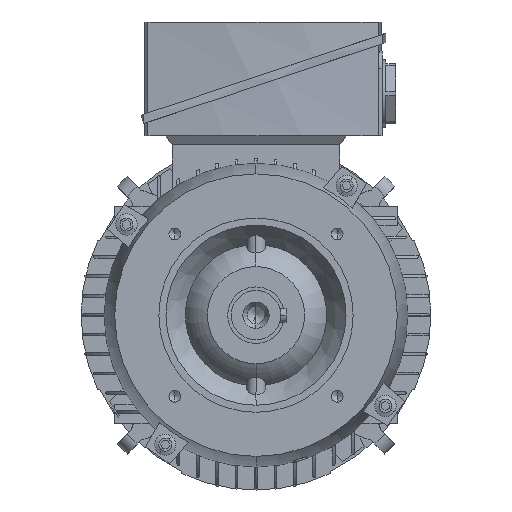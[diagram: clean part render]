
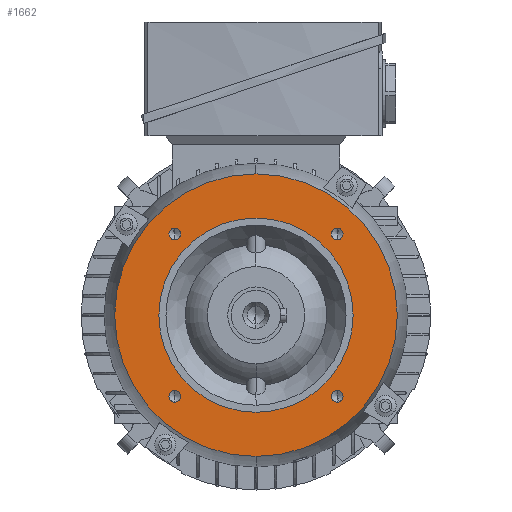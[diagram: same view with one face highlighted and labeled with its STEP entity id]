
A CAD part, left-side view. The second image highlights one B-rep face of the part: STEP entity #1662.
In plain terms, the highlighted planar face has unit normal (-1, 0, 0).
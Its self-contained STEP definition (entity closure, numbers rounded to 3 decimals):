
#1662=ADVANCED_FACE('',(#4001,#4002,#4003,#4004,#4005,#4006),#4007,.T.);
#4001=FACE_BOUND('',#7022,.T.);
#4002=FACE_BOUND('',#7023,.T.);
#4003=FACE_BOUND('',#7024,.T.);
#4004=FACE_BOUND('',#7025,.T.);
#4005=FACE_OUTER_BOUND('',#7026,.T.);
#4006=FACE_BOUND('',#7027,.T.);
#4007=PLANE('',#7028);
#7022=EDGE_LOOP('',(#11952,#11953));
#7023=EDGE_LOOP('',(#11954,#11955));
#7024=EDGE_LOOP('',(#11956,#11957));
#7025=EDGE_LOOP('',(#11958,#11959));
#7026=EDGE_LOOP('',(#11960,#11961));
#7027=EDGE_LOOP('',(#11962,#11963));
#7028=AXIS2_PLACEMENT_3D('',#11964,#11965,#11966);
#11952=ORIENTED_EDGE('',*,*,#19604,.T.);
#11953=ORIENTED_EDGE('',*,*,#18709,.T.);
#11954=ORIENTED_EDGE('',*,*,#19602,.T.);
#11955=ORIENTED_EDGE('',*,*,#18714,.T.);
#11956=ORIENTED_EDGE('',*,*,#19600,.T.);
#11957=ORIENTED_EDGE('',*,*,#18719,.T.);
#11958=ORIENTED_EDGE('',*,*,#19598,.T.);
#11959=ORIENTED_EDGE('',*,*,#18724,.T.);
#11960=ORIENTED_EDGE('',*,*,#19706,.F.);
#11961=ORIENTED_EDGE('',*,*,#18625,.F.);
#11962=ORIENTED_EDGE('',*,*,#18731,.T.);
#11963=ORIENTED_EDGE('',*,*,#19596,.T.);
#11964=CARTESIAN_POINT('',(-40.5,0.0,67.5));
#11965=DIRECTION('',(-1.0,0.0,0.));
#11966=DIRECTION('',(0.,0.0,-1.0));
#18625=EDGE_CURVE('',#22500,#22503,#22504,.T.);
#18709=EDGE_CURVE('',#22656,#22653,#22657,.T.);
#18714=EDGE_CURVE('',#22665,#22662,#22666,.T.);
#18719=EDGE_CURVE('',#22674,#22671,#22675,.T.);
#18724=EDGE_CURVE('',#22683,#22680,#22684,.T.);
#18731=EDGE_CURVE('',#22690,#22694,#22696,.T.);
#19596=EDGE_CURVE('',#22694,#22690,#23956,.T.);
#19598=EDGE_CURVE('',#22680,#22683,#23958,.T.);
#19600=EDGE_CURVE('',#22671,#22674,#23960,.T.);
#19602=EDGE_CURVE('',#22662,#22665,#23962,.T.);
#19604=EDGE_CURVE('',#22653,#22656,#23964,.T.);
#19706=EDGE_CURVE('',#22503,#22500,#24120,.T.);
#22500=VERTEX_POINT('',#28403);
#22503=VERTEX_POINT('',#28406);
#22504=CIRCLE('',#28407,80.);
#22653=VERTEX_POINT('',#28665);
#22656=VERTEX_POINT('',#28669);
#22657=CIRCLE('',#28670,3.325);
#22662=VERTEX_POINT('',#28676);
#22665=VERTEX_POINT('',#28680);
#22666=CIRCLE('',#28681,3.325);
#22671=VERTEX_POINT('',#28687);
#22674=VERTEX_POINT('',#28691);
#22675=CIRCLE('',#28692,3.325);
#22680=VERTEX_POINT('',#28698);
#22683=VERTEX_POINT('',#28702);
#22684=CIRCLE('',#28703,3.325);
#22690=VERTEX_POINT('',#28710);
#22694=VERTEX_POINT('',#28715);
#22696=CIRCLE('',#28718,55.0);
#23956=CIRCLE('',#30829,55.0);
#23958=CIRCLE('',#30831,3.325);
#23960=CIRCLE('',#30833,3.325);
#23962=CIRCLE('',#30835,3.325);
#23964=CIRCLE('',#30837,3.325);
#24120=CIRCLE('',#31051,80.);
#28403=CARTESIAN_POINT('',(-40.5,0.,-80.));
#28406=CARTESIAN_POINT('',(-40.5,0.0,80.));
#28407=AXIS2_PLACEMENT_3D('',#40508,#40509,#40510);
#28665=CARTESIAN_POINT('',(-40.5,45.962,42.637));
#28669=CARTESIAN_POINT('',(-40.5,45.962,49.287));
#28670=AXIS2_PLACEMENT_3D('',#40645,#40646,#40647);
#28676=CARTESIAN_POINT('',(-40.5,45.962,-49.287));
#28680=CARTESIAN_POINT('',(-40.5,45.962,-42.637));
#28681=AXIS2_PLACEMENT_3D('',#40653,#40654,#40655);
#28687=CARTESIAN_POINT('',(-40.5,-45.962,-49.287));
#28691=CARTESIAN_POINT('',(-40.5,-45.962,-42.637));
#28692=AXIS2_PLACEMENT_3D('',#40661,#40662,#40663);
#28698=CARTESIAN_POINT('',(-40.5,-45.962,42.637));
#28702=CARTESIAN_POINT('',(-40.5,-45.962,49.287));
#28703=AXIS2_PLACEMENT_3D('',#40669,#40670,#40671);
#28710=CARTESIAN_POINT('',(-40.5,0.0,55.0));
#28715=CARTESIAN_POINT('',(-40.5,0.,-55.0));
#28718=AXIS2_PLACEMENT_3D('',#40681,#40682,#40683);
#30829=AXIS2_PLACEMENT_3D('',#41563,#41564,#41565);
#30831=AXIS2_PLACEMENT_3D('',#41566,#41567,#41568);
#30833=AXIS2_PLACEMENT_3D('',#41569,#41570,#41571);
#30835=AXIS2_PLACEMENT_3D('',#41572,#41573,#41574);
#30837=AXIS2_PLACEMENT_3D('',#41575,#41576,#41577);
#31051=AXIS2_PLACEMENT_3D('',#41681,#41682,#41683);
#40508=CARTESIAN_POINT('',(-40.5,0.0,0.0));
#40509=DIRECTION('',(1.0,0.0,-0.0));
#40510=DIRECTION('',(0.0,0.0,1.0));
#40645=CARTESIAN_POINT('',(-40.5,45.962,45.962));
#40646=DIRECTION('',(1.0,0.0,0.));
#40647=DIRECTION('',(0.,0.0,-1.0));
#40653=CARTESIAN_POINT('',(-40.5,45.962,-45.962));
#40654=DIRECTION('',(1.0,0.0,0.));
#40655=DIRECTION('',(0.,0.0,-1.0));
#40661=CARTESIAN_POINT('',(-40.5,-45.962,-45.962));
#40662=DIRECTION('',(1.0,0.0,0.));
#40663=DIRECTION('',(0.,0.0,-1.0));
#40669=CARTESIAN_POINT('',(-40.5,-45.962,45.962));
#40670=DIRECTION('',(1.0,0.0,0.));
#40671=DIRECTION('',(0.,0.0,-1.0));
#40681=CARTESIAN_POINT('',(-40.5,0.0,0.0));
#40682=DIRECTION('',(1.0,0.0,-0.0));
#40683=DIRECTION('',(0.0,0.0,1.0));
#41563=CARTESIAN_POINT('',(-40.5,0.0,0.0));
#41564=DIRECTION('',(1.0,0.0,-0.0));
#41565=DIRECTION('',(0.0,0.0,1.0));
#41566=CARTESIAN_POINT('',(-40.5,-45.962,45.962));
#41567=DIRECTION('',(1.0,0.0,0.));
#41568=DIRECTION('',(0.,0.0,-1.0));
#41569=CARTESIAN_POINT('',(-40.5,-45.962,-45.962));
#41570=DIRECTION('',(1.0,0.0,0.));
#41571=DIRECTION('',(0.,0.0,-1.0));
#41572=CARTESIAN_POINT('',(-40.5,45.962,-45.962));
#41573=DIRECTION('',(1.0,0.0,0.));
#41574=DIRECTION('',(0.,0.0,-1.0));
#41575=CARTESIAN_POINT('',(-40.5,45.962,45.962));
#41576=DIRECTION('',(1.0,0.0,0.));
#41577=DIRECTION('',(0.,0.0,-1.0));
#41681=CARTESIAN_POINT('',(-40.5,0.0,0.0));
#41682=DIRECTION('',(1.0,0.0,-0.0));
#41683=DIRECTION('',(0.0,0.0,1.0));
